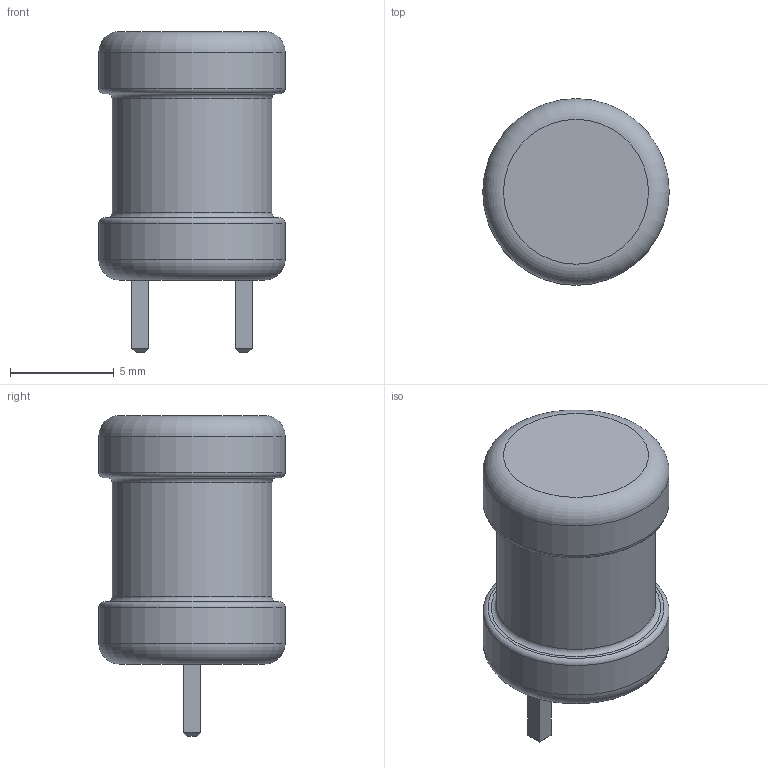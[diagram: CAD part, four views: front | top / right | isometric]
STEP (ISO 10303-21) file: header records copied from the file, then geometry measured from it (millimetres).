
FILE_DESCRIPTION(('FreeCAD Model'),'2;1');
FILE_NAME('L_Bourns_RLB9012_round_pin-pitch_5mm.step','2017-06-08T16:56:31',( 'kicad StepUp'),('ksu MCAD'),'Open CASCADE STEP processor 6.8', 'FreeCAD','Unknown');
FILE_SCHEMA(('AUTOMOTIVE_DESIGN_CC2 { 1 2 10303 214 -1 1 5 4 }'));
Length unit declared in the file: millimetre
Products named in the file (1): L_Bourns_RLB9012_round_pin-pitch_5mm
Bounding box: 9 x 9 x 15.5 mm (x, y, z)
Volume: 653.9 mm3; surface area: 461.2 mm2
Topology: 1 solids, 1 shells, 31 faces, 61 edges, 36 vertices
Faces by surface type: plane 22, torus 6, cylinder 3
Full cylindrical faces by diameter (mm): 7.7 x1, 9 x2
Entity records: 1011 total; most frequent: DIRECTION 143, CARTESIAN_POINT 129, ORIENTED_EDGE 122, EDGE_CURVE 61, AXIS2_PLACEMENT_3D 50, LINE 43, VECTOR 43, VERTEX_POINT 36
